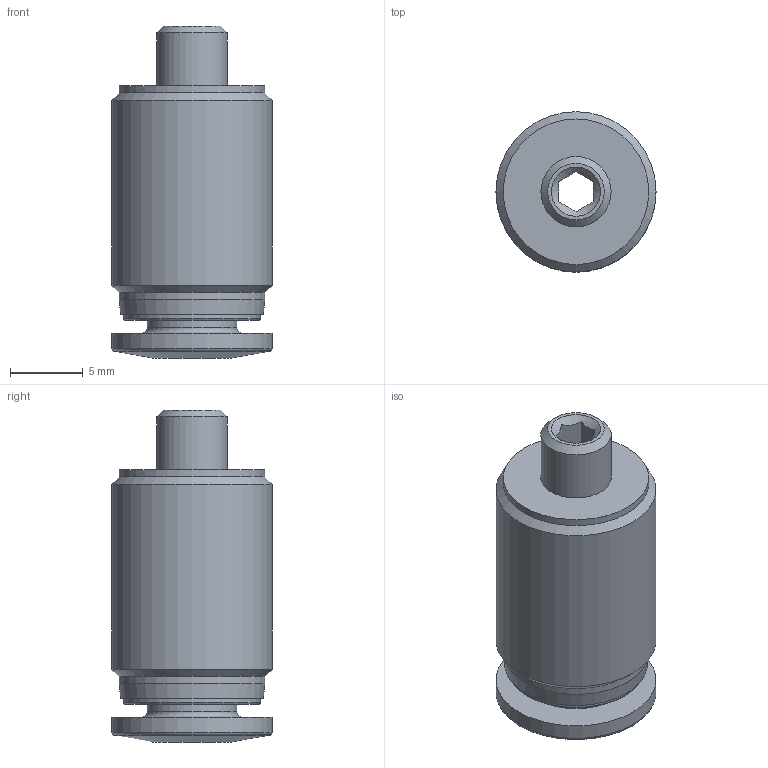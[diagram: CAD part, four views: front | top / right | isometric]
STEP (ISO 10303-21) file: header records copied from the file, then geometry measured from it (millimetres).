
FILE_DESCRIPTION(/* description */ ('STEP AP214'),/* implementation_level */ '2;1');
FILE_NAME(/* name */ '572313_QB-10-32-UNF-3_16-I-U',/* time_stamp */ '2024-09-14T01:29:59+02:00',/* author */ ('License CC BY-ND 4.0'),/* organization */ ('CADENAS'),/* preprocessor_version */ 'ST-DEVELOPER v19.3',/* originating_system */ 'PARTsolutions',/* authorisation */ ' ');
FILE_SCHEMA (('AUTOMOTIVE_DESIGN {1 0 10303 214 3 1 1}'));
Length unit declared in the file: millimetre
Products named in the file (1): 572313 QB-10-32-UNF-3/16-I-U
Bounding box: 11 x 11 x 22.8 mm (x, y, z)
Volume: 1401.8 mm3; surface area: 1235.6 mm2
Topology: 1 solids, 1 shells, 31 faces, 62 edges, 37 vertices
Faces by surface type: plane 12, cylinder 8, cone 6, torus 5
Full cylindrical faces by diameter (mm): 4.763 x1, 4.826 x1, 6.163 x1, 9.4 x1, 10 x2, 11 x2
Entity records: 949 total; most frequent: CARTESIAN_POINT 134, DIRECTION 124, ORIENTED_EDGE 84, EDGE_LOOP 56, FACE_BOUND 56, AXIS2_PLACEMENT_3D 56, EDGE_CURVE 42, VERTEX_POINT 36
